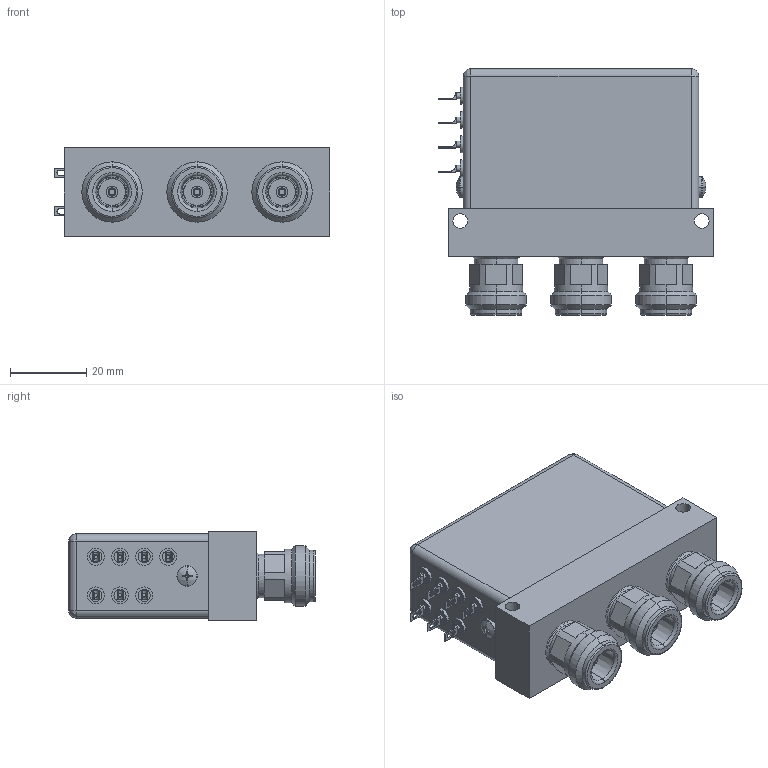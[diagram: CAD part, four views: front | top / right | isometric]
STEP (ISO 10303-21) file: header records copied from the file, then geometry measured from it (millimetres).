
FILE_DESCRIPTION (( 'STEP AP203' ), '1' );
FILE_NAME ('FMSW6490_3D.STEP', '2022-05-16T22:44:46', ( '' ), ( '' ), 'SwSTEP 2.0', 'SolidWorks 2021', '' );
FILE_SCHEMA (( 'CONFIG_CONTROL_DESIGN' ));
Length unit declared in the file: inch
Products named in the file (6): FMSW6490_3D; A12075Y04_-401_1^FMSW6490; R040691-e360_-03_1^FMSW6490; B12021003_1^FMSW6490; R12053-e360_-16_1^FMSW6490; B12029001_1^FMSW6490
Assembly tree (14 placements, depth 2):
  FMSW6490_3D
    B12021003_1^FMSW6490
    B12029001_1^FMSW6490  x3
    R12053-e360_-16_1^FMSW6490
    R040691-e360_-03_1^FMSW6490  x7
    A12075Y04_-401_1^FMSW6490  x2
Bounding box: 72.5 x 64.86 x 23.37 mm (x, y, z)
Volume: 27661.2 mm3; surface area: 28348.8 mm2
Topology: 20 solids, 20 shells, 1010 faces, 2554 edges, 1648 vertices
Faces by surface type: plane 541, cylinder 236, bspline 160, cone 73
Entity records: 25365 total; most frequent: CARTESIAN_POINT 10090, ORIENTED_EDGE 3158, DIRECTION 2603, EDGE_CURVE 1579, LINE 1061, VECTOR 1061, VERTEX_POINT 1032, AXIS2_PLACEMENT_3D 771
